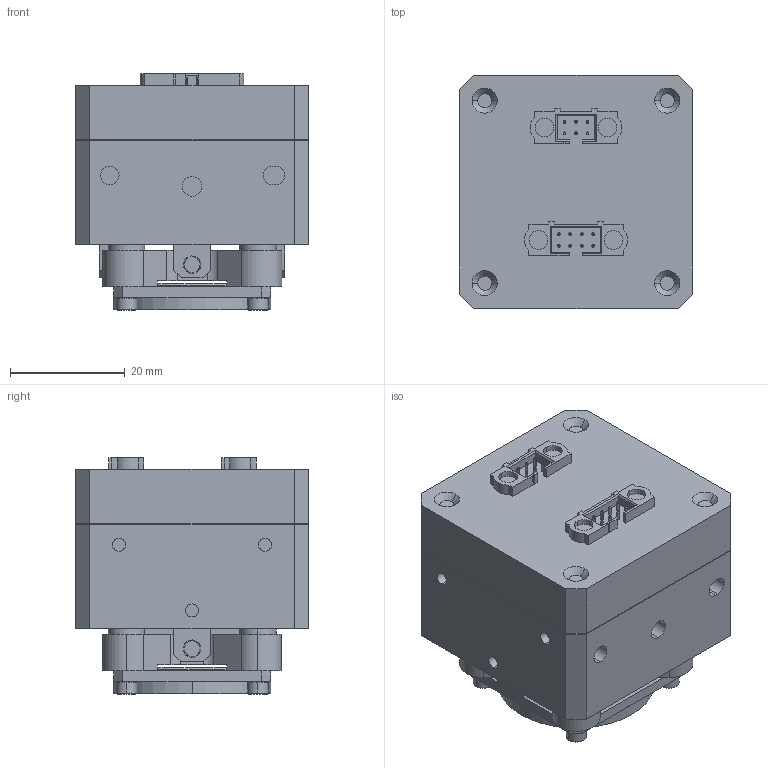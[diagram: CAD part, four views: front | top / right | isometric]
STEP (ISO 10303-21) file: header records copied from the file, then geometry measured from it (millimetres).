
FILE_DESCRIPTION (( 'STEP AP203' ), '1' );
FILE_NAME ('OIM5001 REV C, SMALL ONE INCH FSM SIMPLE MODEL.STEP', '2018-01-27T01:31:55', ( '' ), ( '' ), 'SwSTEP 2.0', 'SolidWorks 2017', '' );
FILE_SCHEMA (( 'CONFIG_CONTROL_DESIGN' ));
Length unit declared in the file: inch
Products named in the file (1): OIM5001 REV C, SMALL ONE INCH FSM SIMPLE MODEL
Bounding box: 40.64 x 40.64 x 41.11 mm (x, y, z)
Volume: 50587.2 mm3; surface area: 15383.7 mm2
Topology: 1 solids, 5 shells, 622 faces, 1661 edges, 1100 vertices
Faces by surface type: plane 301, cylinder 214, cone 55, bspline 40, torus 12
Entity records: 20685 total; most frequent: CARTESIAN_POINT 5071, ORIENTED_EDGE 3322, DIRECTION 3144, EDGE_CURVE 1661, VERTEX_POINT 1100, AXIS2_PLACEMENT_3D 1099, LINE 946, VECTOR 946
